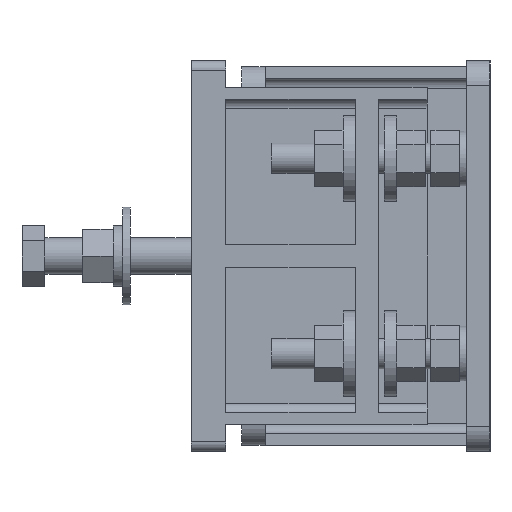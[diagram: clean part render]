
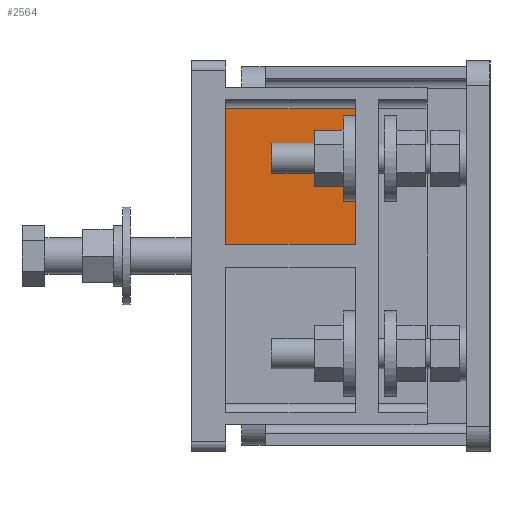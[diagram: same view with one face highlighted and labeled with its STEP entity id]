
A CAD part, left-side view. The second image highlights one B-rep face of the part: STEP entity #2564.
In plain terms, the highlighted planar face has unit normal (-1, 0, 0).
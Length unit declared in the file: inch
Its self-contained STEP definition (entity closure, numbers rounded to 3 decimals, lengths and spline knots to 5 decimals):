
#323 = LINE ( 'NONE', #4512, #9241 ) ;
#417 = ORIENTED_EDGE ( 'NONE', *, *, #3244, .T. ) ;
#487 = CARTESIAN_POINT ( 'NONE',  ( -2.6595, 5.41634, 0.23622 ) ) ;
#1084 = DIRECTION ( 'NONE',  ( 0., 0., 1. ) ) ;
#2422 = VECTOR ( 'NONE', #5134, 39.37008 ) ;
#2525 = ORIENTED_EDGE ( 'NONE', *, *, #10394, .F. ) ;
#2564 = ADVANCED_FACE ( 'NONE', ( #6760 ), #9705, .T. ) ;
#2693 = LINE ( 'NONE', #5965, #2422 ) ;
#3148 = EDGE_CURVE ( 'NONE', #3348, #4040, #2693, .T. ) ;
#3174 = VECTOR ( 'NONE', #10912, 39.37008 ) ;
#3244 = EDGE_CURVE ( 'NONE', #3348, #9114, #10257, .T. ) ;
#3348 = VERTEX_POINT ( 'NONE', #7917 ) ;
#3658 = DIRECTION ( 'NONE',  ( -1., 0., 0. ) ) ;
#3983 = AXIS2_PLACEMENT_3D ( 'NONE', #8768, #3658, #4530 ) ;
#4040 = VERTEX_POINT ( 'NONE', #9198 ) ;
#4512 = CARTESIAN_POINT ( 'NONE',  ( -2.6595, 5.41634, 3.014 ) ) ;
#4530 = DIRECTION ( 'NONE',  ( 0., 0., 1. ) ) ;
#5134 = DIRECTION ( 'NONE',  ( 0., 0., -1. ) ) ;
#5327 = LINE ( 'NONE', #487, #3174 ) ;
#5425 = ORIENTED_EDGE ( 'NONE', *, *, #5973, .F. ) ;
#5965 = CARTESIAN_POINT ( 'NONE',  ( -2.6595, 2.76378, 3.2155 ) ) ;
#5973 = EDGE_CURVE ( 'NONE', #4040, #11200, #5327, .T. ) ;
#6000 = DIRECTION ( 'NONE',  ( 0., 1., 0. ) ) ;
#6063 = VECTOR ( 'NONE', #6000, 39.37008 ) ;
#6760 = FACE_OUTER_BOUND ( 'NONE', #8437, .T. ) ;
#7917 = CARTESIAN_POINT ( 'NONE',  ( -2.6595, 2.76378, 3.014 ) ) ;
#8437 = EDGE_LOOP ( 'NONE', ( #2525, #5425, #8562, #417 ) ) ;
#8562 = ORIENTED_EDGE ( 'NONE', *, *, #3148, .F. ) ;
#8768 = CARTESIAN_POINT ( 'NONE',  ( -2.6595, 1.29134, 3.014 ) ) ;
#9114 = VERTEX_POINT ( 'NONE', #10361 ) ;
#9198 = CARTESIAN_POINT ( 'NONE',  ( -2.6595, 2.76378, 0.23622 ) ) ;
#9241 = VECTOR ( 'NONE', #1084, 39.37008 ) ;
#9705 = PLANE ( 'NONE',  #3983 ) ;
#9797 = CARTESIAN_POINT ( 'NONE',  ( -2.6595, 5.41634, 0.23622 ) ) ;
#10257 = LINE ( 'NONE', #11199, #6063 ) ;
#10361 = CARTESIAN_POINT ( 'NONE',  ( -2.6595, 5.41634, 3.014 ) ) ;
#10394 = EDGE_CURVE ( 'NONE', #11200, #9114, #323, .T. ) ;
#10912 = DIRECTION ( 'NONE',  ( 0., 1., 0. ) ) ;
#11199 = CARTESIAN_POINT ( 'NONE',  ( -2.6595, 1.29134, 3.014 ) ) ;
#11200 = VERTEX_POINT ( 'NONE', #9797 ) ;
